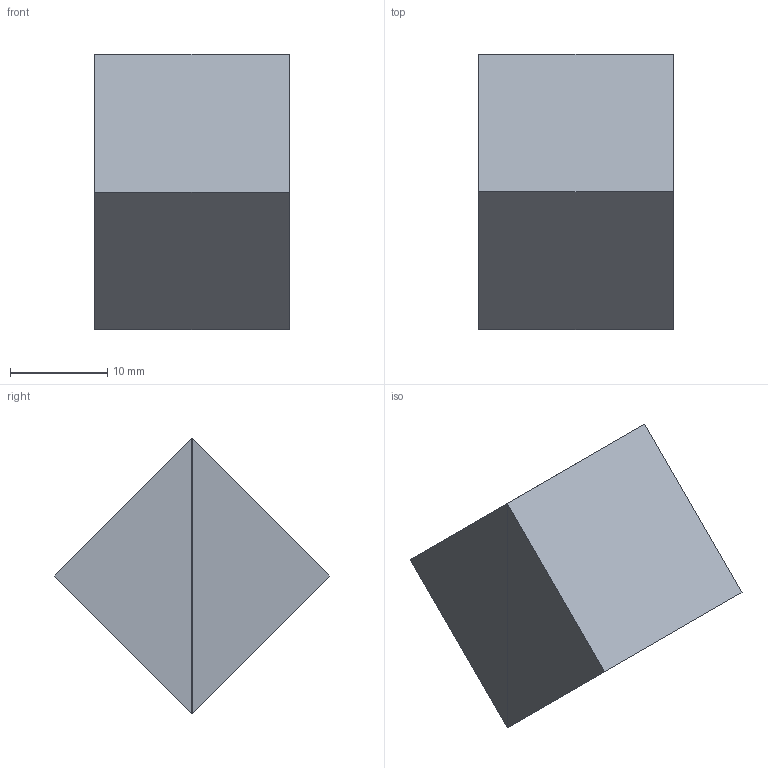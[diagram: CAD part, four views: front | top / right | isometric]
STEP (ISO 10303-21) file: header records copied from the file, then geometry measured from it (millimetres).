
FILE_DESCRIPTION (( 'STEP AP203' ), '1' );
FILE_NAME ('Web Model 14642_14642.step', '2021-03-08T21:43:17', ( '' ), ( '' ), 'SwSTEP 2.0', 'SolidWorks 2018', '' );
FILE_SCHEMA (( 'CONFIG_CONTROL_DESIGN' ));
Length unit declared in the file: millimetre
Products named in the file (1): Web Model 14642_14642
Bounding box: 20 x 28.28 x 28.28 mm (x, y, z)
Surface area: 2400 mm2 (no closed solid volume)
Topology: 0 solids, 2 shells, 8 faces, 18 edges, 12 vertices
Faces by surface type: plane 8
Entity records: 292 total; most frequent: CARTESIAN_POINT 39, DIRECTION 36, ORIENTED_EDGE 28, LINE 18, VECTOR 18, EDGE_CURVE 18, VERTEX_POINT 12, AXIS2_PLACEMENT_3D 9
